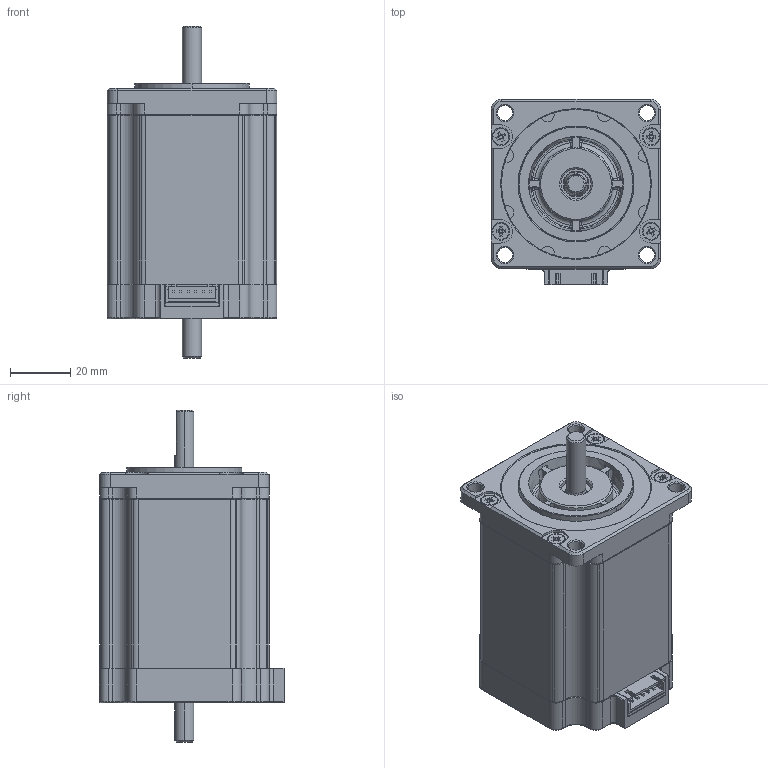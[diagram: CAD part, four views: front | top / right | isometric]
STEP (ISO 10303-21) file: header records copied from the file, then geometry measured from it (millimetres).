
FILE_DESCRIPTION((''),'2;1');
FILE_NAME('4611110027525_ASM','2024-04-17T13:29:44',('ms26442'),(''),'CREO PARAMETRIC BY PTC INC, 2018100','CREO PARAMETRIC BY PTC INC, 2018100','');
FILE_SCHEMA(('CONFIG_CONTROL_DESIGN'));
Products named in the file (25): 4613102100395; 3698153000043; 3698153000331; 4613104002593_ASM; 4713101000728; 4718405003477; 4713120000558_ASM; 4613103004788_ASM; 4219121302125; 4331101000003; 4613106100431; 4332101206151_AF0; 4693220000369_AF0; 4613110000059_AF0; 4693220000369_AF1; 4613106100431_AF0; 4613107109747_ASM; 4219121302242; 4294440200013_AF0; 4294404000578; 4294440200013_AF1; 4613153001159_ASM; 3219720005029; 3219720000388; 4611110027525_ASM
Assembly tree (30 placements, depth 5):
  4611110027525_ASM
    4613153001159_ASM
      4613103004788_ASM
        4613104002593_ASM
          4613102100395
          3698153000043
          3698153000331
        4713120000558_ASM
          4713101000728
          4718405003477
      4219121302125
      4331101000003  x2
      4613107109747_ASM
        4613106100431  x3
        4332101206151_AF0
        4693220000369_AF0
        4613110000059_AF0
        4693220000369_AF1
        4613106100431_AF0
      4219121302242
      4294440200013_AF0
      4294404000578  x4
      4294440200013_AF1
    3219720005029
    3219720000388
Bounding box: 56.26 x 61.48 x 110.1 mm (x, y, z)
Volume: 150003.2 mm3; surface area: 141477.8 mm2
Topology: 28 solids, 42 shells, 4686 faces, 13061 edges, 8592 vertices
Faces by surface type: cylinder 2449, plane 1997, cone 121, torus 51, bspline 40, extrusion 24, sphere 4
Entity records: 119226 total; most frequent: CARTESIAN_POINT 23610, DIRECTION 20543, ORIENTED_EDGE 19922, EDGE_CURVE 9975, AXIS2_PLACEMENT_3D 7206, VERTEX_POINT 6546, VECTOR 6131, LINE 6107
